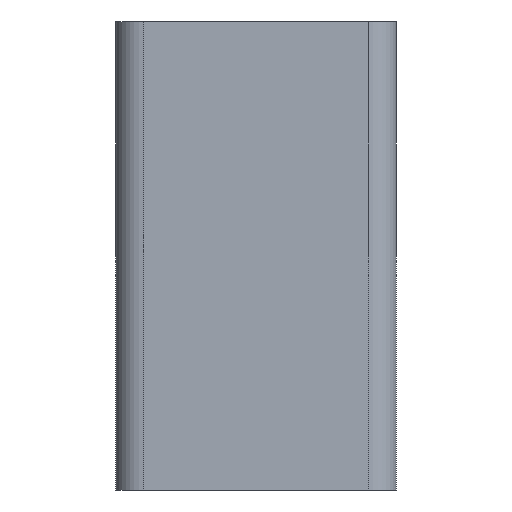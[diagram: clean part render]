
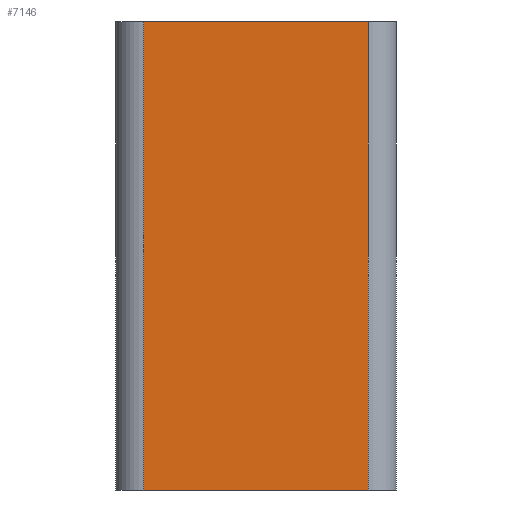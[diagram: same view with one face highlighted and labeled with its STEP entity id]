
A CAD part, left-side view. The second image highlights one B-rep face of the part: STEP entity #7146.
In plain terms, the highlighted planar face has unit normal (-1, 0, 0).
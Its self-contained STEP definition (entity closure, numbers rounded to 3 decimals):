
#221 = CARTESIAN_POINT ( 'NONE',  ( -30., 12., -25. ) ) ;
#258 = LINE ( 'NONE', #6020, #3038 ) ;
#293 = DIRECTION ( 'NONE',  ( 0., -1., 0. ) ) ;
#782 = CARTESIAN_POINT ( 'NONE',  ( -30., -12., 25. ) ) ;
#974 = EDGE_CURVE ( 'NONE', #3767, #4743, #258, .T. ) ;
#1125 = VERTEX_POINT ( 'NONE', #6223 ) ;
#1579 = DIRECTION ( 'NONE',  ( 0., 0., -1. ) ) ;
#1998 = LINE ( 'NONE', #782, #6659 ) ;
#2034 = EDGE_LOOP ( 'NONE', ( #6209, #5146, #6772, #6873 ) ) ;
#2084 = CARTESIAN_POINT ( 'NONE',  ( -30., 12., 25. ) ) ;
#2190 = CARTESIAN_POINT ( 'NONE',  ( -30., 12., 25. ) ) ;
#2334 = VERTEX_POINT ( 'NONE', #3942 ) ;
#2938 = PLANE ( 'NONE',  #4240 ) ;
#2978 = FACE_OUTER_BOUND ( 'NONE', #2034, .T. ) ;
#3038 = VECTOR ( 'NONE', #293, 1000. ) ;
#3429 = CARTESIAN_POINT ( 'NONE',  ( -30., 12., 25. ) ) ;
#3681 = EDGE_CURVE ( 'NONE', #2334, #1125, #5311, .T. ) ;
#3767 = VERTEX_POINT ( 'NONE', #2084 ) ;
#3811 = EDGE_CURVE ( 'NONE', #4743, #1125, #1998, .T. ) ;
#3942 = CARTESIAN_POINT ( 'NONE',  ( -30., 12., -25. ) ) ;
#4240 = AXIS2_PLACEMENT_3D ( 'NONE', #3429, #7311, #4839 ) ;
#4271 = EDGE_CURVE ( 'NONE', #3767, #2334, #7352, .T. ) ;
#4373 = CARTESIAN_POINT ( 'NONE',  ( -30., -12., 25. ) ) ;
#4470 = DIRECTION ( 'NONE',  ( 0., 0., -1. ) ) ;
#4740 = DIRECTION ( 'NONE',  ( 0., -1., 0. ) ) ;
#4743 = VERTEX_POINT ( 'NONE', #4373 ) ;
#4839 = DIRECTION ( 'NONE',  ( 0., 0., -1. ) ) ;
#5146 = ORIENTED_EDGE ( 'NONE', *, *, #3811, .F. ) ;
#5311 = LINE ( 'NONE', #221, #5324 ) ;
#5324 = VECTOR ( 'NONE', #4740, 1000. ) ;
#6020 = CARTESIAN_POINT ( 'NONE',  ( -30., 12., 25. ) ) ;
#6209 = ORIENTED_EDGE ( 'NONE', *, *, #3681, .T. ) ;
#6223 = CARTESIAN_POINT ( 'NONE',  ( -30., -12., -25. ) ) ;
#6526 = VECTOR ( 'NONE', #1579, 1000. ) ;
#6659 = VECTOR ( 'NONE', #4470, 1000. ) ;
#6772 = ORIENTED_EDGE ( 'NONE', *, *, #974, .F. ) ;
#6873 = ORIENTED_EDGE ( 'NONE', *, *, #4271, .T. ) ;
#7146 = ADVANCED_FACE ( 'NONE', ( #2978 ), #2938, .F. ) ;
#7311 = DIRECTION ( 'NONE',  ( 1., 0., 0. ) ) ;
#7352 = LINE ( 'NONE', #2190, #6526 ) ;
